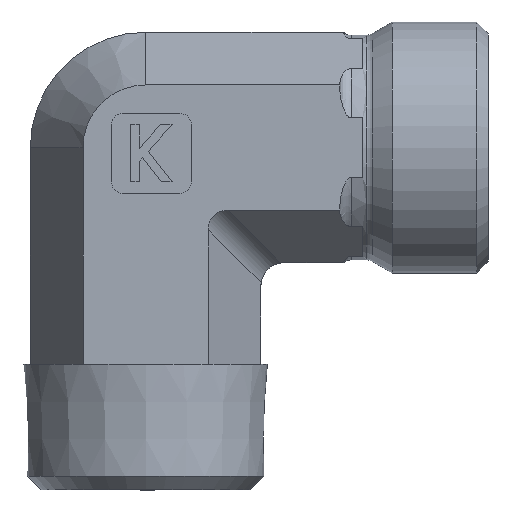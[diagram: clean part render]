
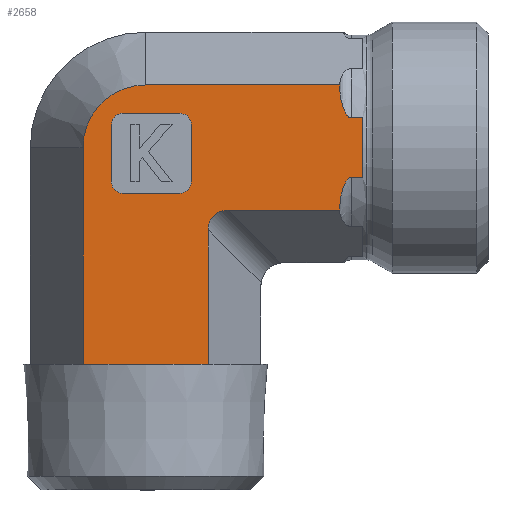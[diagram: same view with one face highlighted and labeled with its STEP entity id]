
A CAD part, left-side view. The second image highlights one B-rep face of the part: STEP entity #2658.
In plain terms, the highlighted planar face has unit normal (-1, 0, 0).
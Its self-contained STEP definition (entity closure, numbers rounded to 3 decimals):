
#150=CARTESIAN_POINT('',(-28.485,4.697,0.0));
#151=VERTEX_POINT('',#150);
#159=CARTESIAN_POINT('',(-28.485,14.391,0.0));
#160=VERTEX_POINT('',#159);
#428=CARTESIAN_POINT('',(-28.485,15.029,0.0));
#429=VERTEX_POINT('',#428);
#437=CARTESIAN_POINT('',(-28.485,15.029,0.0));
#438=DIRECTION('',(0.0,-1.0,0.0));
#439=VECTOR('',#438,0.638);
#440=LINE('',#437,#439);
#441=EDGE_CURVE('',#429,#160,#440,.T.);
#474=CARTESIAN_POINT('',(-28.485,4.059,0.0));
#475=VERTEX_POINT('',#474);
#482=CARTESIAN_POINT('',(-28.485,4.697,0.0));
#483=DIRECTION('',(0.0,-1.0,0.0));
#484=VECTOR('',#483,0.638);
#485=LINE('',#482,#484);
#486=EDGE_CURVE('',#151,#475,#485,.T.);
#552=CARTESIAN_POINT('',(-28.485,14.391,0.0));
#553=DIRECTION('',(0.0,-1.0,0.0));
#554=VECTOR('',#553,9.694);
#555=LINE('',#552,#554);
#556=EDGE_CURVE('',#160,#151,#555,.T.);
#792=CARTESIAN_POINT('',(-28.485,-7.456,13.515));
#793=VERTEX_POINT('',#792);
#794=CARTESIAN_POINT('',(-28.485,-7.456,13.759));
#795=VERTEX_POINT('',#794);
#796=CARTESIAN_POINT('',(-28.485,-7.456,13.515));
#797=DIRECTION('',(0.0,0.0,1.0));
#798=VECTOR('',#797,0.243);
#799=LINE('',#796,#798);
#800=EDGE_CURVE('',#793,#795,#799,.T.);
#825=CARTESIAN_POINT('',(-28.485,-7.456,24.485));
#826=VERTEX_POINT('',#825);
#835=CARTESIAN_POINT('',(-28.485,-7.456,24.241));
#836=VERTEX_POINT('',#835);
#837=CARTESIAN_POINT('',(-28.485,-7.456,24.241));
#838=DIRECTION('',(0.0,0.0,1.0));
#839=VECTOR('',#838,0.243);
#840=LINE('',#837,#839);
#841=EDGE_CURVE('',#836,#826,#840,.T.);
#949=CARTESIAN_POINT('',(-28.485,-8.456,16.398));
#950=VERTEX_POINT('',#949);
#951=CARTESIAN_POINT('',(-28.485,-7.456,13.759));
#952=CARTESIAN_POINT('',(-28.485,-7.456,14.415));
#953=CARTESIAN_POINT('',(-28.485,-7.61,15.188));
#954=CARTESIAN_POINT('',(-28.485,-7.964,15.958));
#955=CARTESIAN_POINT('',(-28.485,-8.073,16.16));
#956=CARTESIAN_POINT('',(-28.485,-8.251,16.321));
#957=CARTESIAN_POINT('',(-28.485,-8.299,16.355));
#958=CARTESIAN_POINT('',(-28.485,-8.377,16.388));
#959=CARTESIAN_POINT('',(-28.485,-8.42,16.398));
#960=CARTESIAN_POINT('',(-28.485,-8.456,16.398));
#961=B_SPLINE_CURVE_WITH_KNOTS('',3,(#951,#952,#953,#954,#955,#956,#957,#958,#959,#960),.UNSPECIFIED.,.F.,.U.,(4,2,2,2,4),(0.216,0.413,0.471,0.485,0.496),.UNSPECIFIED.);
#962=EDGE_CURVE('',#795,#950,#961,.T.);
#1057=CARTESIAN_POINT('',(-28.485,-8.456,21.602));
#1058=VERTEX_POINT('',#1057);
#1059=CARTESIAN_POINT('',(-28.485,-8.456,21.602));
#1060=CARTESIAN_POINT('',(-28.485,-8.42,21.602));
#1061=CARTESIAN_POINT('',(-28.485,-8.377,21.612));
#1062=CARTESIAN_POINT('',(-28.485,-8.299,21.645));
#1063=CARTESIAN_POINT('',(-28.485,-8.251,21.679));
#1064=CARTESIAN_POINT('',(-28.485,-8.073,21.84));
#1065=CARTESIAN_POINT('',(-28.485,-7.964,22.042));
#1066=CARTESIAN_POINT('',(-28.485,-7.61,22.812));
#1067=CARTESIAN_POINT('',(-28.485,-7.456,23.585));
#1068=CARTESIAN_POINT('',(-28.485,-7.456,24.241));
#1069=B_SPLINE_CURVE_WITH_KNOTS('',3,(#1059,#1060,#1061,#1062,#1063,#1064,#1065,#1066,#1067,#1068),.UNSPECIFIED.,.F.,.U.,(4,2,2,2,4),(0.496,0.507,0.522,0.579,0.776),.UNSPECIFIED.);
#1070=EDGE_CURVE('',#1058,#836,#1069,.T.);
#1187=CARTESIAN_POINT('',(-28.485,-9.456,21.602));
#1188=VERTEX_POINT('',#1187);
#1189=CARTESIAN_POINT('',(-28.485,-9.456,21.602));
#1190=DIRECTION('',(0.0,1.0,0.0));
#1191=VECTOR('',#1190,1.);
#1192=LINE('',#1189,#1191);
#1193=EDGE_CURVE('',#1188,#1058,#1192,.T.);
#1195=CARTESIAN_POINT('',(-28.485,-9.456,16.398));
#1196=VERTEX_POINT('',#1195);
#1204=CARTESIAN_POINT('',(-28.485,-8.456,16.398));
#1205=DIRECTION('',(0.0,-1.0,0.0));
#1206=VECTOR('',#1205,1.);
#1207=LINE('',#1204,#1206);
#1208=EDGE_CURVE('',#950,#1196,#1207,.T.);
#1588=CARTESIAN_POINT('',(-28.485,-9.456,16.398));
#1589=DIRECTION('',(0.0,0.0,1.0));
#1590=VECTOR('',#1589,5.205);
#1591=LINE('',#1588,#1590);
#1592=EDGE_CURVE('',#1196,#1188,#1591,.T.);
#2005=CARTESIAN_POINT('',(-28.485,5.544,21.));
#2006=VERTEX_POINT('',#2005);
#2013=CARTESIAN_POINT('',(-28.485,6.544,22.));
#2014=VERTEX_POINT('',#2013);
#2015=CARTESIAN_POINT('',(-28.485,6.544,21.));
#2016=DIRECTION('',(-1.0,0.0,0.0));
#2017=DIRECTION('',(0.0,-0.707,0.707));
#2018=AXIS2_PLACEMENT_3D('',#2015,#2016,#2017);
#2019=CIRCLE('',#2018,1.0);
#2020=EDGE_CURVE('',#2006,#2014,#2019,.T.);
#2037=CARTESIAN_POINT('',(-28.485,11.544,22.));
#2038=VERTEX_POINT('',#2037);
#2039=CARTESIAN_POINT('',(-28.485,11.544,22.));
#2040=DIRECTION('',(0.0,-1.0,0.0));
#2041=VECTOR('',#2040,5.);
#2042=LINE('',#2039,#2041);
#2043=EDGE_CURVE('',#2038,#2014,#2042,.T.);
#2078=CARTESIAN_POINT('',(-28.485,6.544,15.));
#2079=VERTEX_POINT('',#2078);
#2086=CARTESIAN_POINT('',(-28.485,5.544,16.));
#2087=VERTEX_POINT('',#2086);
#2088=CARTESIAN_POINT('',(-28.485,6.544,16.));
#2089=DIRECTION('',(-1.0,0.0,0.0));
#2090=DIRECTION('',(0.0,-0.707,-0.707));
#2091=AXIS2_PLACEMENT_3D('',#2088,#2089,#2090);
#2092=CIRCLE('',#2091,1.0);
#2093=EDGE_CURVE('',#2079,#2087,#2092,.T.);
#2117=CARTESIAN_POINT('',(-28.485,5.544,21.));
#2118=DIRECTION('',(0.0,0.0,-1.0));
#2119=VECTOR('',#2118,5.);
#2120=LINE('',#2117,#2119);
#2121=EDGE_CURVE('',#2006,#2087,#2120,.T.);
#2142=CARTESIAN_POINT('',(-28.485,12.544,16.));
#2143=VERTEX_POINT('',#2142);
#2150=CARTESIAN_POINT('',(-28.485,11.544,15.));
#2151=VERTEX_POINT('',#2150);
#2152=CARTESIAN_POINT('',(-28.485,11.544,16.));
#2153=DIRECTION('',(-1.0,0.0,0.0));
#2154=DIRECTION('',(0.0,0.707,-0.707));
#2155=AXIS2_PLACEMENT_3D('',#2152,#2153,#2154);
#2156=CIRCLE('',#2155,1.0);
#2157=EDGE_CURVE('',#2143,#2151,#2156,.T.);
#2181=CARTESIAN_POINT('',(-28.485,6.544,15.));
#2182=DIRECTION('',(0.0,1.0,0.0));
#2183=VECTOR('',#2182,5.);
#2184=LINE('',#2181,#2183);
#2185=EDGE_CURVE('',#2079,#2151,#2184,.T.);
#2205=CARTESIAN_POINT('',(-28.485,12.544,21.));
#2206=VERTEX_POINT('',#2205);
#2207=CARTESIAN_POINT('',(-28.485,11.544,21.));
#2208=DIRECTION('',(-1.0,0.0,0.0));
#2209=DIRECTION('',(0.0,0.707,0.707));
#2210=AXIS2_PLACEMENT_3D('',#2207,#2208,#2209);
#2211=CIRCLE('',#2210,1.0);
#2212=EDGE_CURVE('',#2038,#2206,#2211,.T.);
#2236=CARTESIAN_POINT('',(-28.485,12.544,16.));
#2237=DIRECTION('',(0.0,0.0,1.0));
#2238=VECTOR('',#2237,5.);
#2239=LINE('',#2236,#2238);
#2240=EDGE_CURVE('',#2143,#2206,#2239,.T.);
#2358=CARTESIAN_POINT('',(-28.485,2.327,13.515));
#2359=VERTEX_POINT('',#2358);
#2366=CARTESIAN_POINT('',(-28.485,4.059,11.783));
#2367=VERTEX_POINT('',#2366);
#2368=CARTESIAN_POINT('',(-28.485,1.75,11.206));
#2369=DIRECTION('',(-1.0,0.,0.));
#2370=DIRECTION('',(0.,0.707,0.707));
#2371=AXIS2_PLACEMENT_3D('',#2368,#2369,#2370);
#2372=ELLIPSE('',#2371,2.582,2.0);
#2373=EDGE_CURVE('',#2359,#2367,#2372,.T.);
#2427=CARTESIAN_POINT('',(-28.485,4.059,0.0));
#2428=DIRECTION('',(0.0,0.0,1.0));
#2429=VECTOR('',#2428,11.783);
#2430=LINE('',#2427,#2429);
#2431=EDGE_CURVE('',#475,#2367,#2430,.T.);
#2509=CARTESIAN_POINT('',(-28.485,15.029,19.0));
#2510=VERTEX_POINT('',#2509);
#2517=CARTESIAN_POINT('',(-28.485,9.544,24.485));
#2518=VERTEX_POINT('',#2517);
#2519=CARTESIAN_POINT('',(-28.485,9.544,19.0));
#2520=DIRECTION('',(-1.0,0.0,0.0));
#2521=DIRECTION('',(0.0,0.0,1.0));
#2522=AXIS2_PLACEMENT_3D('',#2519,#2520,#2521);
#2523=CIRCLE('',#2522,5.485);
#2524=EDGE_CURVE('',#2518,#2510,#2523,.T.);
#2542=CARTESIAN_POINT('',(-28.485,2.327,13.515));
#2543=DIRECTION('',(0.0,-1.0,0.0));
#2544=VECTOR('',#2543,9.783);
#2545=LINE('',#2542,#2544);
#2546=EDGE_CURVE('',#2359,#793,#2545,.T.);
#2572=CARTESIAN_POINT('',(-28.485,9.544,24.485));
#2573=DIRECTION('',(0.0,-1.0,0.0));
#2574=VECTOR('',#2573,17.);
#2575=LINE('',#2572,#2574);
#2576=EDGE_CURVE('',#2518,#826,#2575,.T.);
#2620=CARTESIAN_POINT('',(-28.485,4.059,0.0));
#2621=DIRECTION('',(-1.0,0.0,0.0));
#2622=DIRECTION('',(0.0,0.0,1.0));
#2623=AXIS2_PLACEMENT_3D('',#2620,#2621,#2622);
#2624=PLANE('',#2623);
#2625=ORIENTED_EDGE('',*,*,#841,.T.);
#2626=ORIENTED_EDGE('',*,*,#2576,.F.);
#2627=ORIENTED_EDGE('',*,*,#2524,.T.);
#2628=CARTESIAN_POINT('',(-28.485,15.029,0.0));
#2629=DIRECTION('',(0.0,0.0,1.0));
#2630=VECTOR('',#2629,19.0);
#2631=LINE('',#2628,#2630);
#2632=EDGE_CURVE('',#429,#2510,#2631,.T.);
#2633=ORIENTED_EDGE('',*,*,#2632,.F.);
#2634=ORIENTED_EDGE('',*,*,#441,.T.);
#2635=ORIENTED_EDGE('',*,*,#556,.T.);
#2636=ORIENTED_EDGE('',*,*,#486,.T.);
#2637=ORIENTED_EDGE('',*,*,#2431,.T.);
#2638=ORIENTED_EDGE('',*,*,#2373,.F.);
#2639=ORIENTED_EDGE('',*,*,#2546,.T.);
#2640=ORIENTED_EDGE('',*,*,#800,.T.);
#2641=ORIENTED_EDGE('',*,*,#962,.T.);
#2642=ORIENTED_EDGE('',*,*,#1208,.T.);
#2643=ORIENTED_EDGE('',*,*,#1592,.T.);
#2644=ORIENTED_EDGE('',*,*,#1193,.T.);
#2645=ORIENTED_EDGE('',*,*,#1070,.T.);
#2646=EDGE_LOOP('',(#2625,#2626,#2627,#2633,#2634,#2635,#2636,#2637,#2638,#2639,#2640,#2641,#2642,#2643,#2644,#2645));
#2647=FACE_OUTER_BOUND('',#2646,.T.);
#2648=ORIENTED_EDGE('',*,*,#2185,.T.);
#2649=ORIENTED_EDGE('',*,*,#2157,.F.);
#2650=ORIENTED_EDGE('',*,*,#2240,.T.);
#2651=ORIENTED_EDGE('',*,*,#2212,.F.);
#2652=ORIENTED_EDGE('',*,*,#2043,.T.);
#2653=ORIENTED_EDGE('',*,*,#2020,.F.);
#2654=ORIENTED_EDGE('',*,*,#2121,.T.);
#2655=ORIENTED_EDGE('',*,*,#2093,.F.);
#2656=EDGE_LOOP('',(#2648,#2649,#2650,#2651,#2652,#2653,#2654,#2655));
#2657=FACE_BOUND('',#2656,.T.);
#2658=ADVANCED_FACE('',(#2647,#2657),#2624,.T.);
